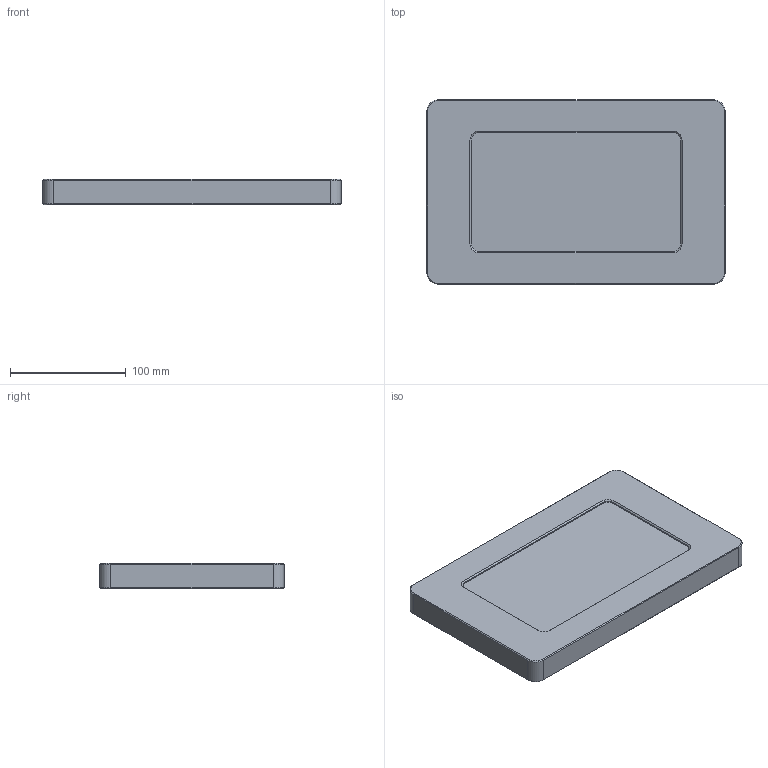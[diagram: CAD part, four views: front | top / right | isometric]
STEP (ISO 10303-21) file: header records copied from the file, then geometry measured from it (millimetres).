
FILE_DESCRIPTION(/* description */ (''),/* implementation_level */ '2;1');
FILE_NAME(/* name */ 'VB_VESA_GTA070.step',/* time_stamp */ '2019-08-26T10:21:46-04:00',/* author */ ('NickC'),/* organization */ (''),/* preprocessor_version */ 'ST-DEVELOPER v17',/* originating_system */ 'Autodesk Inventor 2019',/* authorisation */ '');
FILE_SCHEMA (('AUTOMOTIVE_DESIGN { 1 0 10303 214 3 1 1 }'));
Length unit declared in the file: inch
Products named in the file (1): Part13
Bounding box: 258.17 x 159.51 x 22.12 mm (x, y, z)
Volume: 774542.8 mm3; surface area: 140553.1 mm2
Topology: 1 solids, 6 shells, 826 faces, 2214 edges, 1464 vertices
Faces by surface type: plane 595, cone 98, cylinder 89, bspline 44
Full cylindrical faces by diameter (mm): 2.438 x14, 3.251 x4, 3.306 x14, 4.166 x9, 4.496 x7, 38.1 x1
Entity records: 29288 total; most frequent: CARTESIAN_POINT 8296, ORIENTED_EDGE 4428, DIRECTION 3796, EDGE_CURVE 2214, LINE 1642, VECTOR 1642, VERTEX_POINT 1464, AXIS2_PLACEMENT_3D 1077
